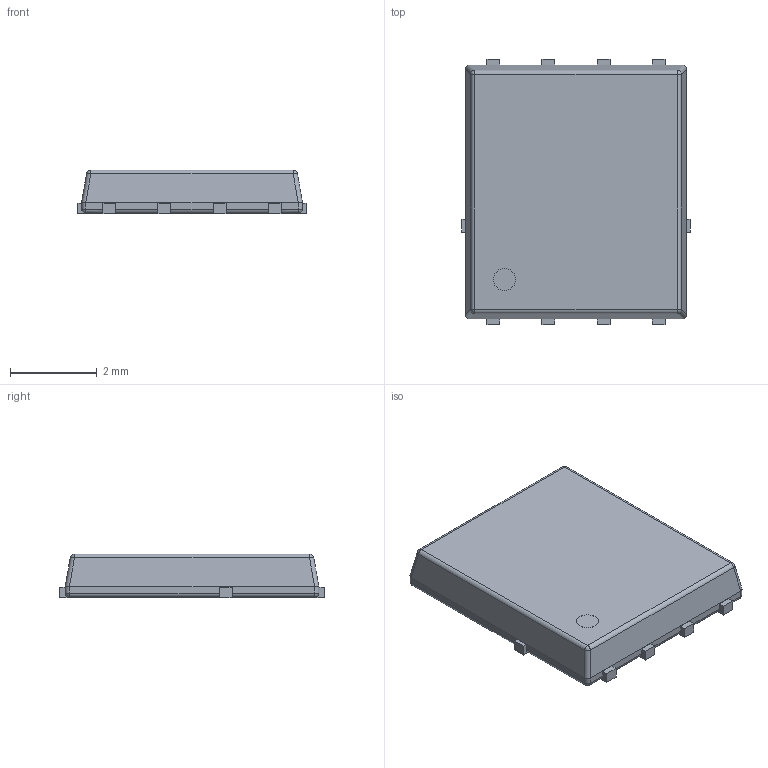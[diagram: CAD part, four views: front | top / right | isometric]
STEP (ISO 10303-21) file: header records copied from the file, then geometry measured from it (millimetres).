
FILE_DESCRIPTION (( 'STEP AP214' ), '1' );
FILE_NAME ('錨璃95.STEP', '2025-08-13T02:15:59', ( '' ), ( '' ), 'SwSTEP 2.0', 'SolidWorks 2021', '' );
FILE_SCHEMA (( 'AUTOMOTIVE_DESIGN' ));
Length unit declared in the file: millimetre
Products named in the file (1): 錨璃95
Bounding box: 5.27 x 6.12 x 1.01 mm (x, y, z)
Volume: 29 mm3; surface area: 78.8 mm2
Topology: 1 solids, 1 shells, 163 faces, 460 edges, 296 vertices
Faces by surface type: plane 127, cylinder 28, sphere 8
Entity records: 6973 total; most frequent: CARTESIAN_POINT 1000, ORIENTED_EDGE 912, DIRECTION 804, EDGE_CURVE 456, VECTOR 380, LINE 380, VERTEX_POINT 296, AXIS2_PLACEMENT_3D 212
